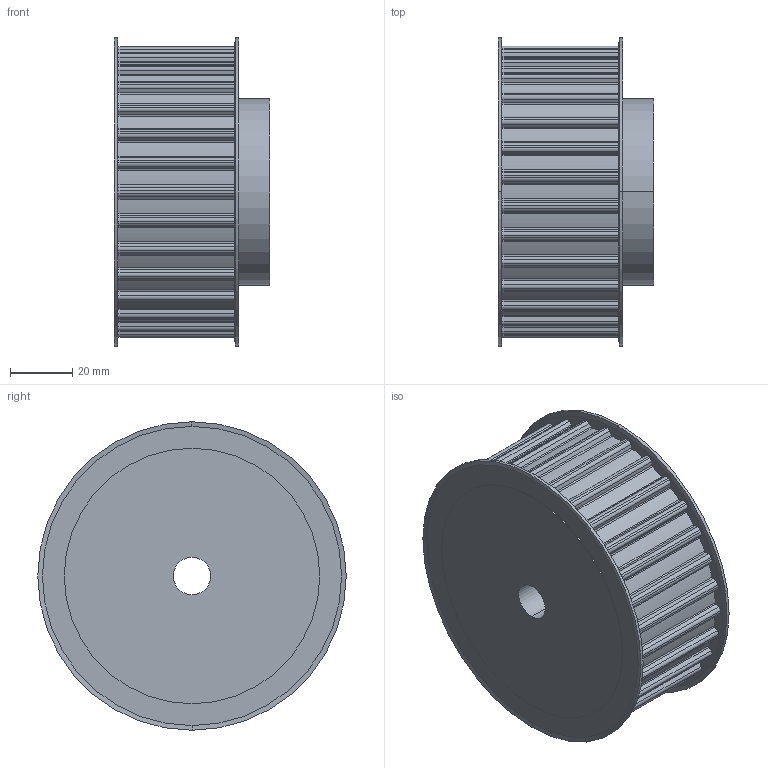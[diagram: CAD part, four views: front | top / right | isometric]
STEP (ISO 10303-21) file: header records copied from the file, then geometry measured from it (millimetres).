
FILE_DESCRIPTION(('STEP AP214'),'1');
FILE_NAME('cctmp_913EEFC0-88B7-4FED-A9AD-61909A233017_2021_1_7_12_55_0_203..stp','2021-01-07T11:55:00',('Mulco-Europe EWIV'),('CADClick - www.CADClick.com'),'Spatial InterOp 3D',' ','unknown authorization');
FILE_SCHEMA(('AUTOMOTIVE_DESIGN'));
Length unit declared in the file: millimetre
Products named in the file (1): 2021_01_07__12-55-00-188
Bounding box: 50 x 99 x 99 mm (x, y, z)
Volume: 282098 mm3; surface area: 35867.3 mm2
Topology: 1 solids, 1 shells, 267 faces, 772 edges, 512 vertices
Faces by surface type: cylinder 192, plane 67, cone 8
Entity records: 11138 total; most frequent: DIRECTION 1700, CARTESIAN_POINT 1552, ORIENTED_EDGE 1544, EDGE_CURVE 772, AXIS2_PLACEMENT_3D 660, VERTEX_POINT 512, CIRCLE 392, LINE 380
